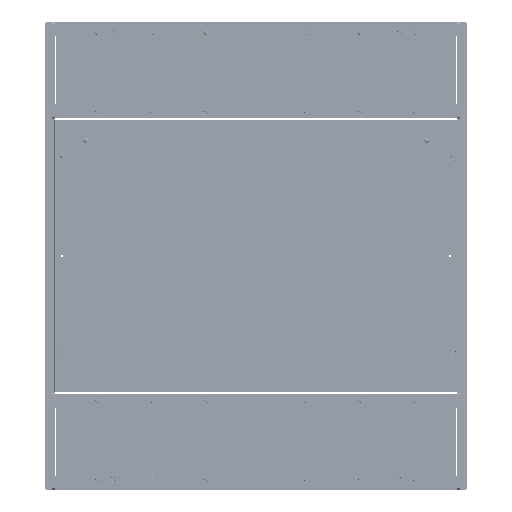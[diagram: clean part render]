
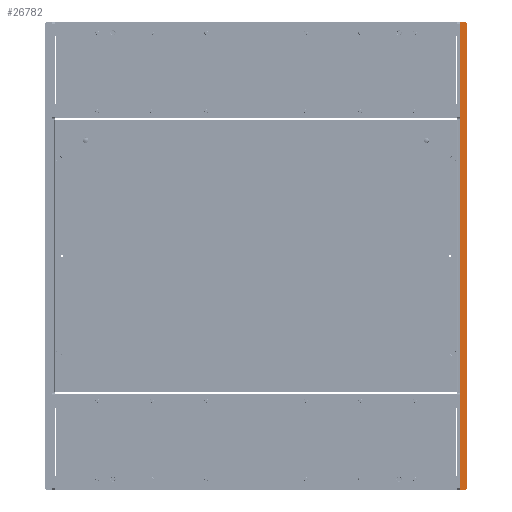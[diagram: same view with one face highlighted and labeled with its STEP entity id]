
A CAD part, front view. The second image highlights one B-rep face of the part: STEP entity #26782.
In plain terms, the highlighted planar face has unit normal (0, -1, 0).
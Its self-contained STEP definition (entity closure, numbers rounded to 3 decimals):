
#39 = VECTOR ( 'NONE', #24912, 1000. ) ;
#792 = AXIS2_PLACEMENT_3D ( 'NONE', #28883, #15968, #25344 ) ;
#1431 = EDGE_CURVE ( 'NONE', #16216, #20910, #4386, .T. ) ;
#2054 = ORIENTED_EDGE ( 'NONE', *, *, #5684, .T. ) ;
#2435 = EDGE_LOOP ( 'NONE', ( #12604, #27476, #9106, #30047, #12044, #2054 ) ) ;
#3407 = VERTEX_POINT ( 'NONE', #40305 ) ;
#3410 = LINE ( 'NONE', #18431, #6453 ) ;
#4386 = LINE ( 'NONE', #18338, #22718 ) ;
#5684 = EDGE_CURVE ( 'NONE', #3407, #16216, #13783, .T. ) ;
#6453 = VECTOR ( 'NONE', #34202, 1000. ) ;
#7285 = EDGE_CURVE ( 'NONE', #24298, #12599, #40569, .T. ) ;
#8726 = CARTESIAN_POINT ( 'NONE',  ( 12.5, -5., -687. ) ) ;
#9106 = ORIENTED_EDGE ( 'NONE', *, *, #7285, .F. ) ;
#9456 = EDGE_CURVE ( 'NONE', #33852, #24298, #21621, .T. ) ;
#12044 = ORIENTED_EDGE ( 'NONE', *, *, #26748, .T. ) ;
#12599 = VERTEX_POINT ( 'NONE', #32383 ) ;
#12604 = ORIENTED_EDGE ( 'NONE', *, *, #1431, .T. ) ;
#12721 = CARTESIAN_POINT ( 'NONE',  ( 2.5, -5., 0. ) ) ;
#13783 = LINE ( 'NONE', #18434, #39 ) ;
#13815 = CARTESIAN_POINT ( 'NONE',  ( 12.5, -5., -3. ) ) ;
#15968 = DIRECTION ( 'NONE',  ( 0., -1., 0. ) ) ;
#16216 = VERTEX_POINT ( 'NONE', #29178 ) ;
#18338 = CARTESIAN_POINT ( 'NONE',  ( 12.5, -5., -687. ) ) ;
#18431 = CARTESIAN_POINT ( 'NONE',  ( 354.5, -5., -345. ) ) ;
#18434 = CARTESIAN_POINT ( 'NONE',  ( 11., -5., -685.5 ) ) ;
#19258 = DIRECTION ( 'NONE',  ( 1., 0., 0. ) ) ;
#20910 = VERTEX_POINT ( 'NONE', #13815 ) ;
#21621 = LINE ( 'NONE', #38772, #34735 ) ;
#22718 = VECTOR ( 'NONE', #29202, 1000. ) ;
#23528 = DIRECTION ( 'NONE',  ( 0., 0., 1. ) ) ;
#23808 = CARTESIAN_POINT ( 'NONE',  ( 12.5, -5., 0. ) ) ;
#24298 = VERTEX_POINT ( 'NONE', #12721 ) ;
#24912 = DIRECTION ( 'NONE',  ( 0.707, 0., 0.707 ) ) ;
#25344 = DIRECTION ( 'NONE',  ( 1., 0., 0. ) ) ;
#25353 = VECTOR ( 'NONE', #30178, 1000. ) ;
#26748 = EDGE_CURVE ( 'NONE', #33852, #3407, #35758, .T. ) ;
#26782 = ADVANCED_FACE ( 'NONE', ( #27205 ), #38209, .T. ) ;
#27205 = FACE_OUTER_BOUND ( 'NONE', #2435, .T. ) ;
#27476 = ORIENTED_EDGE ( 'NONE', *, *, #30406, .T. ) ;
#28883 = CARTESIAN_POINT ( 'NONE',  ( 12.5, -5., -687. ) ) ;
#29178 = CARTESIAN_POINT ( 'NONE',  ( 12.5, -5., -684. ) ) ;
#29202 = DIRECTION ( 'NONE',  ( 0., 0., 1. ) ) ;
#30047 = ORIENTED_EDGE ( 'NONE', *, *, #9456, .F. ) ;
#30093 = CARTESIAN_POINT ( 'NONE',  ( 2.5, -5., -687. ) ) ;
#30178 = DIRECTION ( 'NONE',  ( 1., 0., 0. ) ) ;
#30406 = EDGE_CURVE ( 'NONE', #20910, #12599, #3410, .T. ) ;
#32383 = CARTESIAN_POINT ( 'NONE',  ( 9.5, -5., 0. ) ) ;
#33852 = VERTEX_POINT ( 'NONE', #30093 ) ;
#34202 = DIRECTION ( 'NONE',  ( -0.707, 0., 0.707 ) ) ;
#34735 = VECTOR ( 'NONE', #23528, 1000. ) ;
#35758 = LINE ( 'NONE', #8726, #39840 ) ;
#38209 = PLANE ( 'NONE',  #792 ) ;
#38772 = CARTESIAN_POINT ( 'NONE',  ( 2.5, -5., -687. ) ) ;
#39840 = VECTOR ( 'NONE', #19258, 1000. ) ;
#40305 = CARTESIAN_POINT ( 'NONE',  ( 9.5, -5., -687. ) ) ;
#40569 = LINE ( 'NONE', #23808, #25353 ) ;
